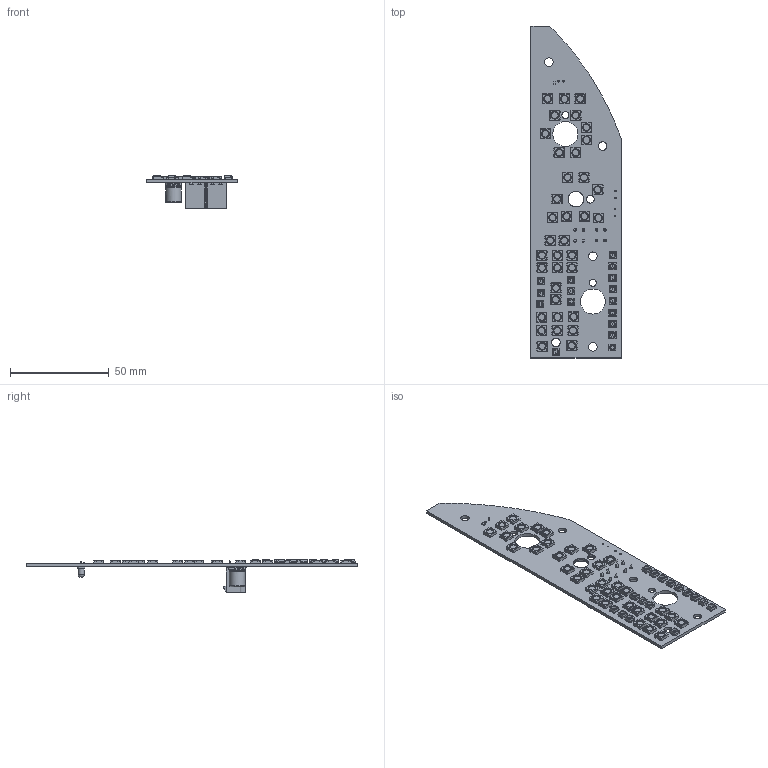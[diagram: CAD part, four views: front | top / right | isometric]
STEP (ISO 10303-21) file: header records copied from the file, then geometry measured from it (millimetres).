
FILE_DESCRIPTION(('KiCad electronic assembly'),'2;1');
FILE_NAME('SPIN RCV PANEL.step','2023-06-15T19:55:29',('Pcbnew'),( 'Kicad'),'Open CASCADE STEP processor 7.6','KiCad to STEP converter' ,'Unknown');
FILE_SCHEMA(('AUTOMOTIVE_DESIGN { 1 0 10303 214 1 1 1 1 }'));
Length unit declared in the file: millimetre
Products named in the file (14): SPIN RCV PANEL 1; LED_WS2812B_PLCC4_5.0x5.0mm_P3.2mm; SOLID; LED_WS2812B-MINI_PLCC4_3.5x3.5mm_P1.75mm; COMPOUND; R_0603_1608Metric; CP_Elec_8x10; LED_D3.0mm_GREEN; Molex_Mini-Fit_Jr_5566-04A_2x02_P4.20mm_Vertical; _autosave-SPIN RCV PANEL PCB
Assembly tree (64 placements, depth 3):
  SPIN RCV PANEL 1
    LED_WS2812B_PLCC4_5.0x5.0mm_P3.2mm  x36
      SOLID
    LED_WS2812B-MINI_PLCC4_3.5x3.5mm_P1.75mm  x16
      COMPOUND
    R_0603_1608Metric
      SOLID
    CP_Elec_8x10
      SOLID
    LED_D3.0mm_GREEN
      SOLID
    Molex_Mini-Fit_Jr_5566-04A_2x02_P4.20mm_Vertical  x2
      SOLID
    _autosave-SPIN RCV PANEL PCB
Bounding box: 45.72 x 168.28 x 16.43 mm (x, y, z)
Volume: 13647.3 mm3; surface area: 21534.5 mm2
Topology: 138 solids, 138 shells, 4041 faces, 11191 edges, 7360 vertices
Faces by surface type: plane 3016, cylinder 965, cone 52, torus 4, bspline 2, revolution 1, sphere 1
Full cylindrical faces by diameter (mm): 0.7 x4, 0.9 x2, 1.4 x8, 3 x1, 3.333 x36, 3.572 x2, 4.3 x5, 8 x2, 12.7 x2
Entity records: 36929 total; most frequent: CARTESIAN_POINT 6925, DIRECTION 5382, LINE 3871, VECTOR 3871, ORIENTED_EDGE 2798, PCURVE 2798, DEFINITIONAL_REPRESENTATION 2798, EDGE_CURVE 1399
